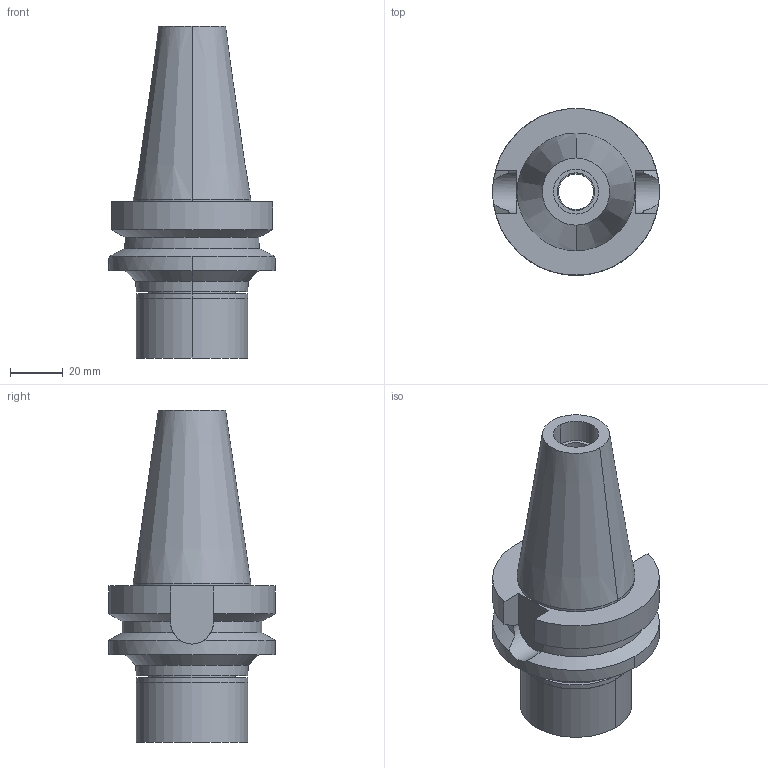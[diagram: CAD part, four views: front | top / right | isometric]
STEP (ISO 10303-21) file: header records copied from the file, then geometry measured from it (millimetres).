
FILE_DESCRIPTION (( 'STEP AP203' ), '1' );
FILE_NAME ('BBT40-MEGA13E-60.stp', '2019-07-02T16:37:02', ( '' ), ( '' ), 'SwSTEP 2.0', 'SolidWorks 2019', '' );
FILE_SCHEMA (( 'CONFIG_CONTROL_DESIGN' ));
Length unit declared in the file: millimetre
Products named in the file (7): BBT40ME13060-120_ASM.stp; DXF_TEMP_ASSY_ASM_4_ASM.stp; BBT40-MEGA13E-60; BBT40-MEGA13E-60-120.stp; BBT40-MEGA13E-60-120-FreeParts; MEN13_1.stp; BBT40-MEGA13E-60_1.stp
Assembly tree (5 placements, depth 5):
  BBT40-MEGA13E-60
    BBT40-MEGA13E-60-120.stp
      BBT40ME13060-120_ASM.stp
        DXF_TEMP_ASSY_ASM_4_ASM.stp
          BBT40-MEGA13E-60_1.stp
          MEN13_1.stp
  BBT40-MEGA13E-60-120-FreeParts
Bounding box: 63 x 63 x 125.4 mm (x, y, z)
Volume: 157432.8 mm3; surface area: 34396.3 mm2
Topology: 2 solids, 2 shells, 78 faces, 173 edges, 109 vertices
Faces by surface type: cylinder 38, plane 20, cone 20
Entity records: 3039 total; most frequent: CARTESIAN_POINT 541, DIRECTION 424, ORIENTED_EDGE 346, AXIS2_PLACEMENT_3D 177, EDGE_CURVE 173, VERTEX_POINT 109, EDGE_LOOP 92, CIRCLE 88
